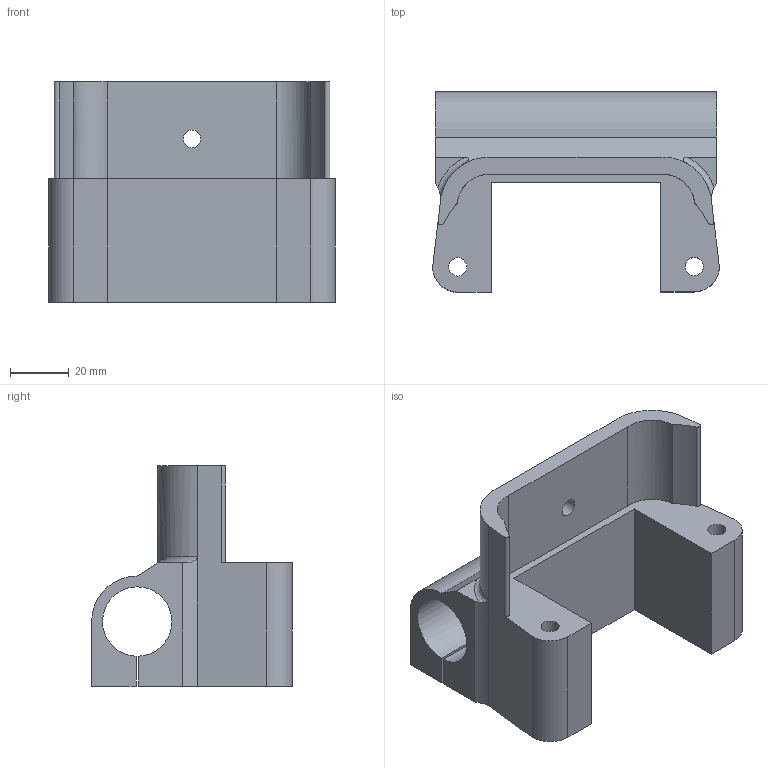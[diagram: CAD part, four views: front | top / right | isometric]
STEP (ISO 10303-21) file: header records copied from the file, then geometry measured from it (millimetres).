
FILE_DESCRIPTION(/* description */ (''),/* implementation_level */ '2;1');
FILE_NAME(/* name */ '0.75 inch EMT Pipe Mount.step',/* time_stamp */ '2021-07-10T12:54:55-04:00',/* author */ (''),/* organization */ (''),/* preprocessor_version */ 'ST-DEVELOPER v18.1',/* originating_system */ 'Autodesk Translation Framework v10.9.0.1377',/* authorisation */ '');
FILE_SCHEMA (('AUTOMOTIVE_DESIGN { 1 0 10303 214 3 1 1 }'));
Length unit declared in the file: millimetre
Products named in the file (1): 0.75 inch EMT Pipe Mount
Bounding box: 97.58 x 68.29 x 75 mm (x, y, z)
Volume: 137981.1 mm3; surface area: 44211.4 mm2
Topology: 1 solids, 1 shells, 83 faces, 212 edges, 142 vertices
Faces by surface type: plane 48, cylinder 27, bspline 8
Full cylindrical faces by diameter (mm): 5 x9, 6 x1, 6.2 x2, 9.2 x3, 9.5 x2
Entity records: 2904 total; most frequent: CARTESIAN_POINT 833, ORIENTED_EDGE 424, DIRECTION 392, EDGE_CURVE 212, VERTEX_POINT 142, LINE 132, VECTOR 132, AXIS2_PLACEMENT_3D 130
